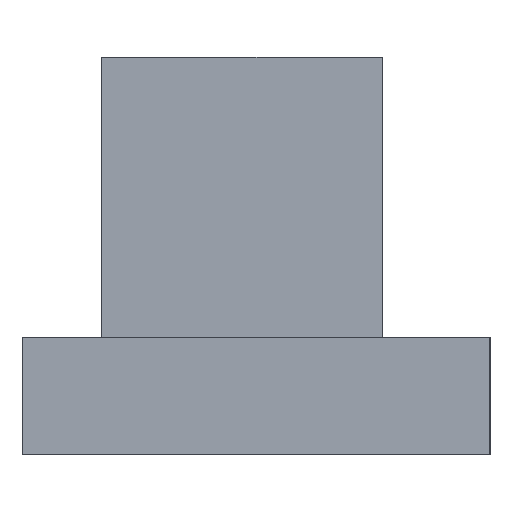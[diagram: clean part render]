
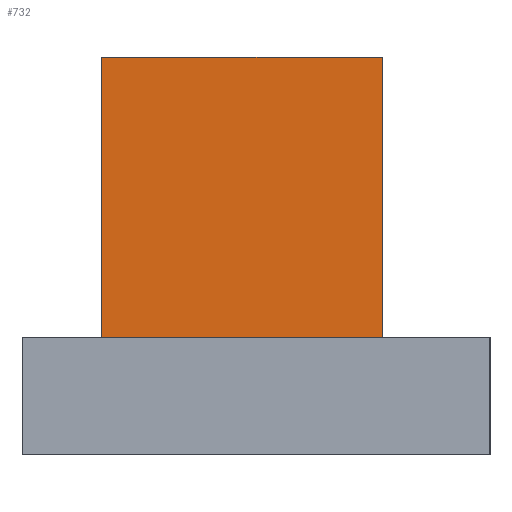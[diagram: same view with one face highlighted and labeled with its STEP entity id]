
A CAD part, left-side view. The second image highlights one B-rep face of the part: STEP entity #732.
In plain terms, the highlighted planar face has unit normal (-1, 0, 0).
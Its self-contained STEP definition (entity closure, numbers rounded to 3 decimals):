
#210=ORIENTED_EDGE('',*,*,#374,.F.);
#211=ORIENTED_EDGE('',*,*,#371,.F.);
#212=ORIENTED_EDGE('',*,*,#375,.T.);
#213=ORIENTED_EDGE('',*,*,#376,.T.);
#371=EDGE_CURVE('',#455,#456,#863,.T.);
#374=EDGE_CURVE('',#456,#458,#866,.T.);
#375=EDGE_CURVE('',#455,#459,#867,.T.);
#376=EDGE_CURVE('',#459,#458,#868,.T.);
#455=VERTEX_POINT('',#1498);
#456=VERTEX_POINT('',#1500);
#458=VERTEX_POINT('',#1506);
#459=VERTEX_POINT('',#1508);
#525=EDGE_LOOP('',(#210,#211,#212,#213));
#624=FACE_BOUND('',#525,.T.);
#686=PLANE('',#1035);
#732=ADVANCED_FACE('',(#624),#686,.T.);
#863=LINE('',#1499,#937);
#866=LINE('',#1505,#940);
#867=LINE('',#1507,#941);
#868=LINE('',#1509,#942);
#937=VECTOR('',#1255,1000.);
#940=VECTOR('',#1260,1000.);
#941=VECTOR('',#1261,1000.);
#942=VECTOR('',#1262,1000.);
#1035=AXIS2_PLACEMENT_3D('',#1504,#1258,#1259);
#1255=DIRECTION('',(0.,0.,-1.));
#1258=DIRECTION('',(-1.,0.,0.));
#1259=DIRECTION('',(0.,0.,1.));
#1260=DIRECTION('',(0.,1.,0.));
#1261=DIRECTION('',(0.,1.,0.));
#1262=DIRECTION('',(0.,0.,-1.));
#1498=CARTESIAN_POINT('',(-26.,-38.,85.));
#1499=CARTESIAN_POINT('',(-26.,-38.,85.));
#1500=CARTESIAN_POINT('',(-26.,-38.,25.));
#1504=CARTESIAN_POINT('',(-26.,-38.,85.));
#1505=CARTESIAN_POINT('',(-26.,-38.,25.));
#1506=CARTESIAN_POINT('',(-26.,22.,25.));
#1507=CARTESIAN_POINT('',(-26.,-38.,85.));
#1508=CARTESIAN_POINT('',(-26.,22.,85.));
#1509=CARTESIAN_POINT('',(-26.,22.,85.));
